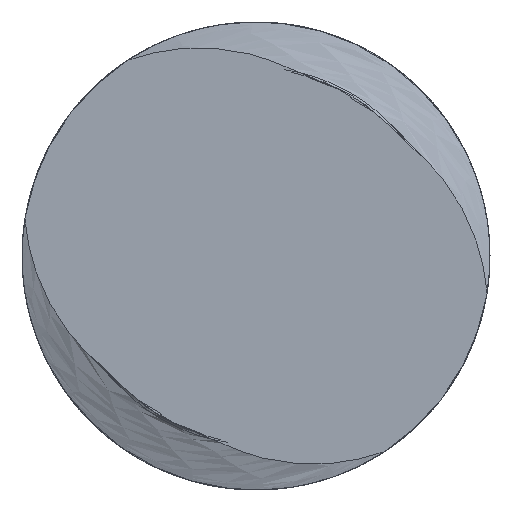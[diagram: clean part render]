
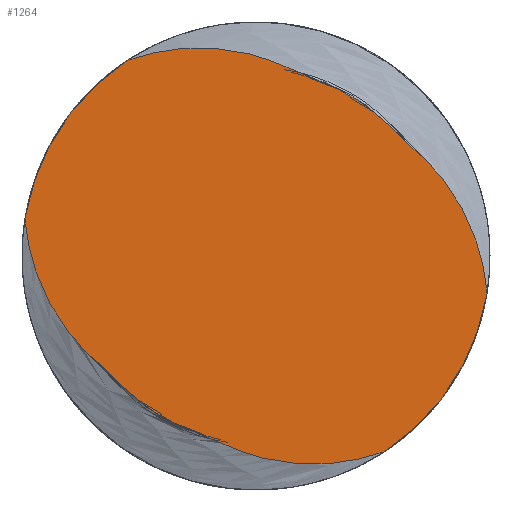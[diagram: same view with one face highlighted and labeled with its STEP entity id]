
A CAD part, left-side view. The second image highlights one B-rep face of the part: STEP entity #1264.
In plain terms, the highlighted planar face has unit normal (-1, 0, 0).
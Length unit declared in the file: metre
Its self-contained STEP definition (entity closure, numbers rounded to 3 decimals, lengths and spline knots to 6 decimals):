
#27=PLANE('',#1282);
#29=CIRCLE('',#1279,0.010995);
#31=CIRCLE('',#1283,0.010995);
#154=ORIENTED_EDGE('',*,*,#641,.F.);
#155=ORIENTED_EDGE('',*,*,#570,.F.);
#156=ORIENTED_EDGE('',*,*,#642,.F.);
#157=ORIENTED_EDGE('',*,*,#643,.F.);
#158=ORIENTED_EDGE('',*,*,#644,.F.);
#159=ORIENTED_EDGE('',*,*,#645,.F.);
#160=ORIENTED_EDGE('',*,*,#646,.F.);
#161=ORIENTED_EDGE('',*,*,#647,.F.);
#570=EDGE_CURVE('',#814,#815,#29,.T.);
#641=EDGE_CURVE('',#815,#884,#1118,.F.);
#642=EDGE_CURVE('',#885,#814,#1119,.T.);
#643=EDGE_CURVE('',#886,#885,#1120,.T.);
#644=EDGE_CURVE('',#887,#886,#1121,.F.);
#645=EDGE_CURVE('',#888,#887,#31,.T.);
#646=EDGE_CURVE('',#889,#888,#1122,.T.);
#647=EDGE_CURVE('',#884,#889,#1123,.T.);
#814=VERTEX_POINT('',#1556);
#815=VERTEX_POINT('',#1558);
#884=VERTEX_POINT('',#1972);
#885=VERTEX_POINT('',#1989);
#886=VERTEX_POINT('',#1995);
#887=VERTEX_POINT('',#2012);
#888=VERTEX_POINT('',#2014);
#889=VERTEX_POINT('',#2031);
#1118=B_SPLINE_CURVE_WITH_KNOTS('',3,(#1956,#1957,#1958,#1959,#1960,#1961,
#1962,#1963,#1964,#1965,#1966,#1967,#1968,#1969,#1970,#1971),
 .UNSPECIFIED.,.F.,.F.,(4,1,1,1,1,1,1,1,1,1,1,1,1,4),(0.,0.00052,
0.001041,0.002081,0.003122,0.004163,
0.005203,0.006244,0.006764,0.007285,
0.007805,0.008065,0.008195,0.008325),
 .UNSPECIFIED.);
#1119=B_SPLINE_CURVE_WITH_KNOTS('',3,(#1973,#1974,#1975,#1976,#1977,#1978,
#1979,#1980,#1981,#1982,#1983,#1984,#1985,#1986,#1987,#1988),
 .UNSPECIFIED.,.F.,.F.,(4,1,1,1,1,1,1,1,1,1,1,1,1,4),(0.,0.00052,
0.001041,0.002081,0.003122,0.004163,
0.005203,0.006244,0.006764,0.007285,
0.007805,0.008065,0.008195,0.008325),
 .UNSPECIFIED.);
#1120=B_SPLINE_CURVE_WITH_KNOTS('',3,(#1990,#1991,#1992,#1993,#1994),
 .UNSPECIFIED.,.F.,.F.,(4,1,4),(0.,0.003021,
0.006042),.UNSPECIFIED.);
#1121=B_SPLINE_CURVE_WITH_KNOTS('',3,(#1996,#1997,#1998,#1999,#2000,#2001,
#2002,#2003,#2004,#2005,#2006,#2007,#2008,#2009,#2010,#2011),
 .UNSPECIFIED.,.F.,.F.,(4,1,1,1,1,1,1,1,1,1,1,1,1,4),(0.,0.00052,
0.001041,0.002081,0.003122,0.004163,
0.005203,0.006244,0.006764,0.007285,
0.007805,0.008065,0.008195,0.008325),
 .UNSPECIFIED.);
#1122=B_SPLINE_CURVE_WITH_KNOTS('',3,(#2015,#2016,#2017,#2018,#2019,#2020,
#2021,#2022,#2023,#2024,#2025,#2026,#2027,#2028,#2029,#2030),
 .UNSPECIFIED.,.F.,.F.,(4,1,1,1,1,1,1,1,1,1,1,1,1,4),(0.,0.00052,
0.001041,0.002081,0.003122,0.004163,
0.005203,0.006244,0.006764,0.007285,
0.007805,0.008065,0.008195,0.008325),
 .UNSPECIFIED.);
#1123=B_SPLINE_CURVE_WITH_KNOTS('',3,(#2032,#2033,#2034,#2035,#2036),
 .UNSPECIFIED.,.F.,.F.,(4,1,4),(0.,0.003021,
0.006042),.UNSPECIFIED.);
#1242=EDGE_LOOP('',(#154,#155,#156,#157,#158,#159,#160,#161));
#1252=FACE_BOUND('',#1242,.T.);
#1264=ADVANCED_FACE('',(#1252),#27,.T.);
#1279=AXIS2_PLACEMENT_3D('',#1557,#1291,#1292);
#1282=AXIS2_PLACEMENT_3D('',#1955,#1297,#1298);
#1283=AXIS2_PLACEMENT_3D('',#2013,#1299,#1300);
#1291=DIRECTION('',(1.,0.,0.));
#1292=DIRECTION('',(0.,0.,1.));
#1297=DIRECTION('',(-1.,0.,0.));
#1298=DIRECTION('',(0.,0.,1.));
#1299=DIRECTION('',(1.,0.,0.));
#1300=DIRECTION('',(0.,0.,1.));
#1556=CARTESIAN_POINT('',(-0.01,0.010856,0.001741));
#1557=CARTESIAN_POINT('',(-0.01,0.,0.));
#1558=CARTESIAN_POINT('',(-0.01,0.00602,0.0092));
#1955=CARTESIAN_POINT('',(-0.01,0.,0.));
#1956=CARTESIAN_POINT('',(-0.01,-0.002035,0.008623));
#1957=CARTESIAN_POINT('',(-0.01,-0.001873,0.008683));
#1958=CARTESIAN_POINT('',(-0.01,-0.001545,0.008798));
#1959=CARTESIAN_POINT('',(-0.01,-0.000921,0.009106));
#1960=CARTESIAN_POINT('',(-0.01,-0.0001,0.0094));
#1961=CARTESIAN_POINT('',(-0.01,0.000906,0.009644));
#1962=CARTESIAN_POINT('',(-0.01,0.001925,0.009774));
#1963=CARTESIAN_POINT('',(-0.01,0.002964,0.009794));
#1964=CARTESIAN_POINT('',(-0.01,0.003829,0.00972));
#1965=CARTESIAN_POINT('',(-0.01,0.004515,0.009608));
#1966=CARTESIAN_POINT('',(-0.01,0.005023,0.009499));
#1967=CARTESIAN_POINT('',(-0.01,0.005441,0.009385));
#1968=CARTESIAN_POINT('',(-0.01,0.005732,0.0093));
#1969=CARTESIAN_POINT('',(-0.01,0.005895,0.009238));
#1970=CARTESIAN_POINT('',(-0.01,0.005982,0.009225));
#1971=CARTESIAN_POINT('',(-0.01,0.00602,0.0092));
#1972=CARTESIAN_POINT('',(-0.01,-0.002035,0.008623));
#1973=CARTESIAN_POINT('',(-0.01,0.007041,-0.005377));
#1974=CARTESIAN_POINT('',(-0.01,0.007163,-0.005253));
#1975=CARTESIAN_POINT('',(-0.01,0.007402,-0.005001));
#1976=CARTESIAN_POINT('',(-0.01,0.007938,-0.004557));
#1977=CARTESIAN_POINT('',(-0.01,0.008541,-0.003927));
#1978=CARTESIAN_POINT('',(-0.01,0.009174,-0.003109));
#1979=CARTESIAN_POINT('',(-0.01,0.009708,-0.002231));
#1980=CARTESIAN_POINT('',(-0.01,0.010151,-0.00129));
#1981=CARTESIAN_POINT('',(-0.01,0.010437,-0.000471));
#1982=CARTESIAN_POINT('',(-0.01,0.010614,0.000201));
#1983=CARTESIAN_POINT('',(-0.01,0.010722,0.00071));
#1984=CARTESIAN_POINT('',(-0.01,0.010788,0.001138));
#1985=CARTESIAN_POINT('',(-0.01,0.010829,0.001438));
#1986=CARTESIAN_POINT('',(-0.01,0.01084,0.001612));
#1987=CARTESIAN_POINT('',(-0.01,0.010863,0.001697));
#1988=CARTESIAN_POINT('',(-0.01,0.010856,0.001741));
#1989=CARTESIAN_POINT('',(-0.01,0.007041,-0.005377));
#1990=CARTESIAN_POINT('',(-0.01,0.002035,-0.008623));
#1991=CARTESIAN_POINT('',(-0.01,0.002978,-0.00827));
#1992=CARTESIAN_POINT('',(-0.01,0.004844,-0.007479));
#1993=CARTESIAN_POINT('',(-0.01,0.006335,-0.006094));
#1994=CARTESIAN_POINT('',(-0.01,0.007041,-0.005377));
#1995=CARTESIAN_POINT('',(-0.01,0.002035,-0.008623));
#1996=CARTESIAN_POINT('',(-0.01,0.002035,-0.008623));
#1997=CARTESIAN_POINT('',(-0.01,0.001873,-0.008683));
#1998=CARTESIAN_POINT('',(-0.01,0.001545,-0.008798));
#1999=CARTESIAN_POINT('',(-0.01,0.000921,-0.009106));
#2000=CARTESIAN_POINT('',(-0.01,0.0001,-0.0094));
#2001=CARTESIAN_POINT('',(-0.01,-0.000906,-0.009644));
#2002=CARTESIAN_POINT('',(-0.01,-0.001925,-0.009774));
#2003=CARTESIAN_POINT('',(-0.01,-0.002964,-0.009794));
#2004=CARTESIAN_POINT('',(-0.01,-0.003829,-0.00972));
#2005=CARTESIAN_POINT('',(-0.01,-0.004515,-0.009608));
#2006=CARTESIAN_POINT('',(-0.01,-0.005023,-0.009499));
#2007=CARTESIAN_POINT('',(-0.01,-0.005441,-0.009385));
#2008=CARTESIAN_POINT('',(-0.01,-0.005732,-0.0093));
#2009=CARTESIAN_POINT('',(-0.01,-0.005895,-0.009238));
#2010=CARTESIAN_POINT('',(-0.01,-0.005982,-0.009225));
#2011=CARTESIAN_POINT('',(-0.01,-0.00602,-0.0092));
#2012=CARTESIAN_POINT('',(-0.01,-0.00602,-0.0092));
#2013=CARTESIAN_POINT('',(-0.01,0.,0.));
#2014=CARTESIAN_POINT('',(-0.01,-0.010856,-0.001741));
#2015=CARTESIAN_POINT('',(-0.01,-0.007041,0.005377));
#2016=CARTESIAN_POINT('',(-0.01,-0.007163,0.005253));
#2017=CARTESIAN_POINT('',(-0.01,-0.007402,0.005001));
#2018=CARTESIAN_POINT('',(-0.01,-0.007938,0.004557));
#2019=CARTESIAN_POINT('',(-0.01,-0.008541,0.003927));
#2020=CARTESIAN_POINT('',(-0.01,-0.009174,0.003109));
#2021=CARTESIAN_POINT('',(-0.01,-0.009708,0.002231));
#2022=CARTESIAN_POINT('',(-0.01,-0.010151,0.00129));
#2023=CARTESIAN_POINT('',(-0.01,-0.010437,0.000471));
#2024=CARTESIAN_POINT('',(-0.01,-0.010614,-0.000201));
#2025=CARTESIAN_POINT('',(-0.01,-0.010722,-0.00071));
#2026=CARTESIAN_POINT('',(-0.01,-0.010788,-0.001138));
#2027=CARTESIAN_POINT('',(-0.01,-0.010829,-0.001438));
#2028=CARTESIAN_POINT('',(-0.01,-0.01084,-0.001612));
#2029=CARTESIAN_POINT('',(-0.01,-0.010863,-0.001697));
#2030=CARTESIAN_POINT('',(-0.01,-0.010856,-0.001741));
#2031=CARTESIAN_POINT('',(-0.01,-0.007041,0.005377));
#2032=CARTESIAN_POINT('',(-0.01,-0.002035,0.008623));
#2033=CARTESIAN_POINT('',(-0.01,-0.002978,0.00827));
#2034=CARTESIAN_POINT('',(-0.01,-0.004844,0.007479));
#2035=CARTESIAN_POINT('',(-0.01,-0.006335,0.006094));
#2036=CARTESIAN_POINT('',(-0.01,-0.007041,0.005377));
